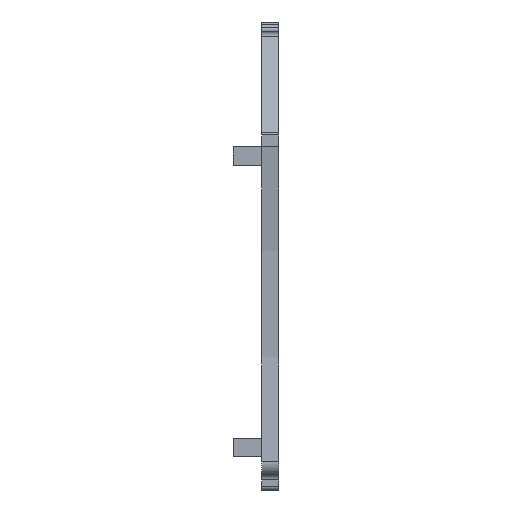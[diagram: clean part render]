
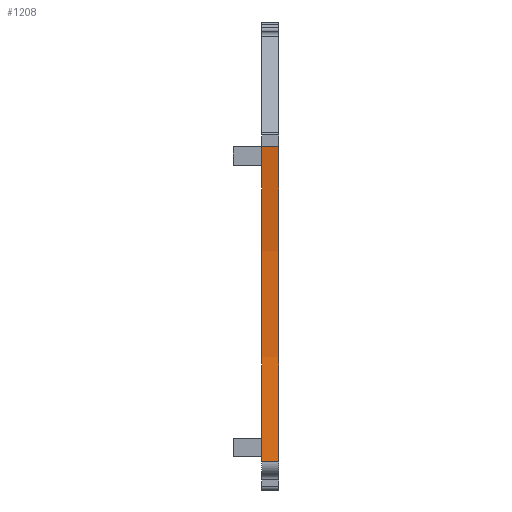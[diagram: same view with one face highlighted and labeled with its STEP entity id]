
A CAD part, front view. The second image highlights one B-rep face of the part: STEP entity #1208.
In plain terms, the highlighted cylindrical face has radius 79.765 mm (diameter 159.53 mm), a partial arc.
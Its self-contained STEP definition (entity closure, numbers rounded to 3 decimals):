
#244=AXIS2_PLACEMENT_3D('Circle Axis2P3D',#242,#243,$) ;
#642=AXIS2_PLACEMENT_3D('Circle Axis2P3D',#640,#641,$) ;
#1195=AXIS2_PLACEMENT_3D('Cylinder Axis2P3D',#1192,#1193,#1194) ;
#239=CARTESIAN_POINT('Vertex',(2.475,0.309,2.46)) ;
#242=CARTESIAN_POINT('Axis2P3D Location',(2.475,-78.405,15.367)) ;
#246=CARTESIAN_POINT('Vertex',(2.475,0.,30.036)) ;
#637=CARTESIAN_POINT('Vertex',(3.975,0.,30.036)) ;
#640=CARTESIAN_POINT('Axis2P3D Location',(3.975,-78.405,15.367)) ;
#644=CARTESIAN_POINT('Vertex',(3.975,0.309,2.46)) ;
#1180=CARTESIAN_POINT('Line Origine',(3.225,0.309,2.46)) ;
#1192=CARTESIAN_POINT('Axis2P3D Location',(3.225,-78.405,15.367)) ;
#1197=CARTESIAN_POINT('Line Origine',(3.225,0.,30.036)) ;
#243=DIRECTION('Axis2P3D Direction',(1.,0.,0.)) ;
#641=DIRECTION('Axis2P3D Direction',(1.,0.,0.)) ;
#1181=DIRECTION('Vector Direction',(1.,0.,0.)) ;
#1193=DIRECTION('Axis2P3D Direction',(1.,0.,0.)) ;
#1194=DIRECTION('Axis2P3D XDirection',(0.,0.987,-0.162)) ;
#1198=DIRECTION('Vector Direction',(1.,0.,0.)) ;
#1182=VECTOR('Line Direction',#1181,1.) ;
#1199=VECTOR('Line Direction',#1198,1.) ;
#1203=ORIENTED_EDGE('',*,*,#1201,.F.) ;
#1204=ORIENTED_EDGE('',*,*,#248,.T.) ;
#1205=ORIENTED_EDGE('',*,*,#1184,.T.) ;
#1206=ORIENTED_EDGE('',*,*,#646,.F.) ;
#1208=ADVANCED_FACE('Hauptk\X2\00F6\X0\rper',(#1207),#1196,.F.) ;
#245=CIRCLE('generated circle',#244,79.765) ;
#643=CIRCLE('generated circle',#642,79.765) ;
#1196=CYLINDRICAL_SURFACE('generated cylinder',#1195,79.765) ;
#248=EDGE_CURVE('',#247,#240,#245,.F.) ;
#646=EDGE_CURVE('',#638,#645,#643,.F.) ;
#1184=EDGE_CURVE('',#240,#645,#1183,.T.) ;
#1201=EDGE_CURVE('',#247,#638,#1200,.T.) ;
#1202=EDGE_LOOP('',(#1203,#1204,#1205,#1206)) ;
#1207=FACE_OUTER_BOUND('',#1202,.T.) ;
#1183=LINE('Line',#1180,#1182) ;
#1200=LINE('Line',#1197,#1199) ;
#240=VERTEX_POINT('',#239) ;
#247=VERTEX_POINT('',#246) ;
#638=VERTEX_POINT('',#637) ;
#645=VERTEX_POINT('',#644) ;
